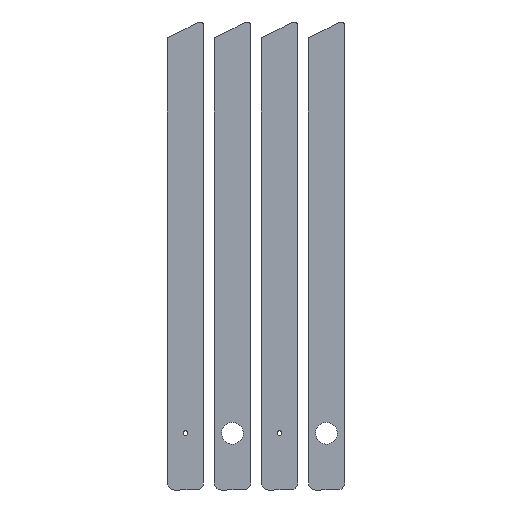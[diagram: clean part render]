
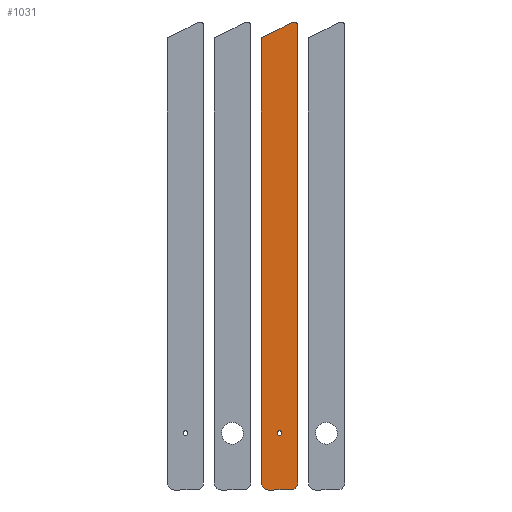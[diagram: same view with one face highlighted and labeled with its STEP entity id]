
A CAD part, front view. The second image highlights one B-rep face of the part: STEP entity #1031.
In plain terms, the highlighted face is planar.
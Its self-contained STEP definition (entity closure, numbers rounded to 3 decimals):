
#15 = DIRECTION ( 'NONE',  ( 0., 0.894, 0.447 ) ) ;
#44 = DIRECTION ( 'NONE',  ( -1., 0., 0. ) ) ;
#54 = EDGE_CURVE ( 'NONE', #212, #1046, #393, .T. ) ;
#67 = LINE ( 'NONE', #593, #134 ) ;
#77 = FACE_OUTER_BOUND ( 'NONE', #345, .T. ) ;
#94 = CIRCLE ( 'NONE', #238, 3.25 ) ;
#129 = DIRECTION ( 'NONE',  ( 1., 0., 0. ) ) ;
#134 = VECTOR ( 'NONE', #1034, 1000. ) ;
#138 = DIRECTION ( 'NONE',  ( 0., 0., -1. ) ) ;
#143 = EDGE_CURVE ( 'NONE', #1021, #1142, #314, .T. ) ;
#165 = DIRECTION ( 'NONE',  ( 0., 0., -1. ) ) ;
#170 = CIRCLE ( 'NONE', #228, 10. ) ;
#185 = DIRECTION ( 'NONE',  ( -1., 0., 0. ) ) ;
#199 = DIRECTION ( 'NONE',  ( 0., 0., -1. ) ) ;
#212 = VERTEX_POINT ( 'NONE', #544 ) ;
#225 = ORIENTED_EDGE ( 'NONE', *, *, #456, .T. ) ;
#228 = AXIS2_PLACEMENT_3D ( 'NONE', #426, #697, #138 ) ;
#231 = DIRECTION ( 'NONE',  ( 0., 0., -1. ) ) ;
#236 = CARTESIAN_POINT ( 'NONE',  ( 0., 0., -222.049 ) ) ;
#238 = AXIS2_PLACEMENT_3D ( 'NONE', #1104, #129, #199 ) ;
#241 = DIRECTION ( 'NONE',  ( 0., 0., -1. ) ) ;
#264 = FACE_BOUND ( 'NONE', #341, .T. ) ;
#273 = CARTESIAN_POINT ( 'NONE',  ( 0., 0., -277.951 ) ) ;
#276 = EDGE_CURVE ( 'NONE', #1046, #212, #94, .T. ) ;
#280 = CARTESIAN_POINT ( 'NONE',  ( 0., 581.378, 12.738 ) ) ;
#286 = CARTESIAN_POINT ( 'NONE',  ( 0., 0., -222.049 ) ) ;
#287 = DIRECTION ( 'NONE',  ( 0., 0., -1. ) ) ;
#314 = CIRCLE ( 'NONE', #411, 5. ) ;
#341 = EDGE_LOOP ( 'NONE', ( #818, #996 ) ) ;
#344 = EDGE_CURVE ( 'NONE', #777, #386, #1141, .T. ) ;
#345 = EDGE_LOOP ( 'NONE', ( #600, #489, #895, #588, #225, #424, #577, #455 ) ) ;
#350 = CARTESIAN_POINT ( 'NONE',  ( 0., 7.236, -274.333 ) ) ;
#355 = LINE ( 'NONE', #273, #1151 ) ;
#361 = CARTESIAN_POINT ( 'NONE',  ( 0., 0., 0. ) ) ;
#386 = VERTEX_POINT ( 'NONE', #1108 ) ;
#389 = CARTESIAN_POINT ( 'NONE',  ( 0., 554.545, 44.043 ) ) ;
#393 = CIRCLE ( 'NONE', #694, 3.25 ) ;
#407 = DIRECTION ( 'NONE',  ( 0., 0., -1. ) ) ;
#411 = AXIS2_PLACEMENT_3D ( 'NONE', #1154, #185, #720 ) ;
#413 = CARTESIAN_POINT ( 'NONE',  ( 0., 554.545, 54.043 ) ) ;
#415 = EDGE_CURVE ( 'NONE', #419, #810, #67, .T. ) ;
#419 = VERTEX_POINT ( 'NONE', #603 ) ;
#421 = VECTOR ( 'NONE', #231, 1000. ) ;
#424 = ORIENTED_EDGE ( 'NONE', *, *, #838, .T. ) ;
#426 = CARTESIAN_POINT ( 'NONE',  ( 0., 554.545, 44.043 ) ) ;
#437 = DIRECTION ( 'NONE',  ( 1., 0., 0. ) ) ;
#444 = AXIS2_PLACEMENT_3D ( 'NONE', #389, #1039, #407 ) ;
#455 = ORIENTED_EDGE ( 'NONE', *, *, #344, .T. ) ;
#456 = EDGE_CURVE ( 'NONE', #419, #512, #170, .T. ) ;
#463 = DIRECTION ( 'NONE',  ( 0., -0.447, 0.894 ) ) ;
#479 = CIRCLE ( 'NONE', #444, 10. ) ;
#489 = ORIENTED_EDGE ( 'NONE', *, *, #143, .T. ) ;
#512 = VERTEX_POINT ( 'NONE', #413 ) ;
#544 = CARTESIAN_POINT ( 'NONE',  ( 0., 500., -3.25 ) ) ;
#552 = VECTOR ( 'NONE', #463, 1000. ) ;
#553 = EDGE_CURVE ( 'NONE', #777, #606, #907, .T. ) ;
#568 = CARTESIAN_POINT ( 'NONE',  ( 0., 576.906, 21.682 ) ) ;
#572 = AXIS2_PLACEMENT_3D ( 'NONE', #361, #437, #165 ) ;
#577 = ORIENTED_EDGE ( 'NONE', *, *, #553, .F. ) ;
#588 = ORIENTED_EDGE ( 'NONE', *, *, #415, .F. ) ;
#593 = CARTESIAN_POINT ( 'NONE',  ( 0., 0., -222.049 ) ) ;
#600 = ORIENTED_EDGE ( 'NONE', *, *, #1049, .F. ) ;
#603 = CARTESIAN_POINT ( 'NONE',  ( 0., 550.073, 52.987 ) ) ;
#606 = VERTEX_POINT ( 'NONE', #633 ) ;
#633 = CARTESIAN_POINT ( 'NONE',  ( 0., 563.489, 48.515 ) ) ;
#657 = CARTESIAN_POINT ( 'NONE',  ( 0., 567.961, 17.21 ) ) ;
#689 = LINE ( 'NONE', #236, #421 ) ;
#694 = AXIS2_PLACEMENT_3D ( 'NONE', #1029, #947, #241 ) ;
#697 = DIRECTION ( 'NONE',  ( -1., 0., 0. ) ) ;
#720 = DIRECTION ( 'NONE',  ( 0., 0., -1. ) ) ;
#752 = CARTESIAN_POINT ( 'NONE',  ( 0., 0., -269.861 ) ) ;
#777 = VERTEX_POINT ( 'NONE', #568 ) ;
#810 = VERTEX_POINT ( 'NONE', #286 ) ;
#814 = CARTESIAN_POINT ( 'NONE',  ( 0., 500., 3.25 ) ) ;
#818 = ORIENTED_EDGE ( 'NONE', *, *, #54, .T. ) ;
#838 = EDGE_CURVE ( 'NONE', #512, #606, #479, .T. ) ;
#862 = AXIS2_PLACEMENT_3D ( 'NONE', #657, #44, #287 ) ;
#895 = ORIENTED_EDGE ( 'NONE', *, *, #923, .F. ) ;
#907 = LINE ( 'NONE', #280, #552 ) ;
#923 = EDGE_CURVE ( 'NONE', #810, #1142, #689, .T. ) ;
#947 = DIRECTION ( 'NONE',  ( 1., 0., 0. ) ) ;
#996 = ORIENTED_EDGE ( 'NONE', *, *, #276, .T. ) ;
#1021 = VERTEX_POINT ( 'NONE', #350 ) ;
#1029 = CARTESIAN_POINT ( 'NONE',  ( 0., 500., 0. ) ) ;
#1031 = ADVANCED_FACE ( 'NONE', ( #264, #77 ), #1052, .F. ) ;
#1034 = DIRECTION ( 'NONE',  ( 0., -0.894, -0.447 ) ) ;
#1039 = DIRECTION ( 'NONE',  ( -1., 0., 0. ) ) ;
#1046 = VERTEX_POINT ( 'NONE', #814 ) ;
#1049 = EDGE_CURVE ( 'NONE', #1021, #386, #355, .T. ) ;
#1052 = PLANE ( 'NONE',  #572 ) ;
#1104 = CARTESIAN_POINT ( 'NONE',  ( 0., 500., 0. ) ) ;
#1108 = CARTESIAN_POINT ( 'NONE',  ( 0., 572.433, 8.266 ) ) ;
#1141 = CIRCLE ( 'NONE', #862, 10. ) ;
#1142 = VERTEX_POINT ( 'NONE', #752 ) ;
#1151 = VECTOR ( 'NONE', #15, 1000. ) ;
#1154 = CARTESIAN_POINT ( 'NONE',  ( 0., 5., -269.861 ) ) ;
